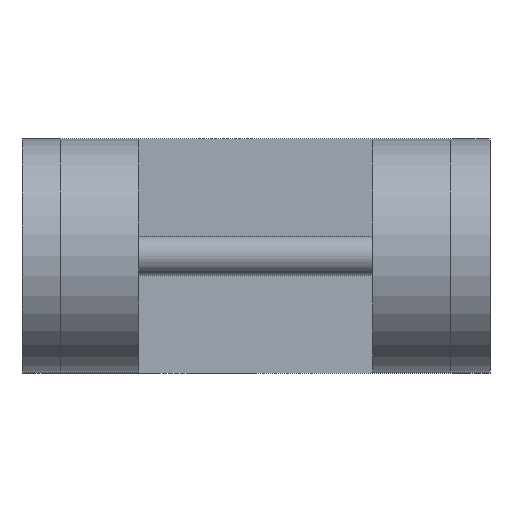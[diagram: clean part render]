
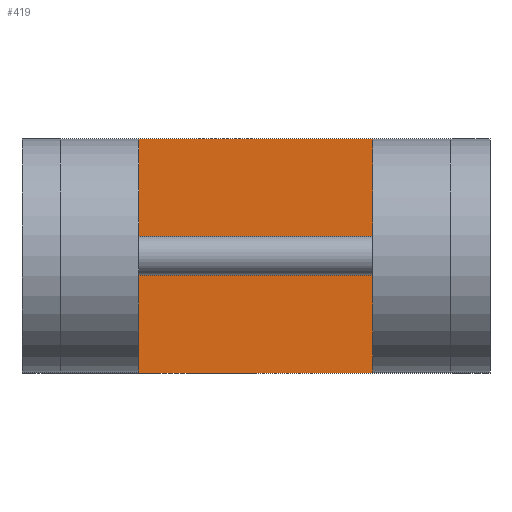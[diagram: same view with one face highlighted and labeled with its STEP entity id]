
A CAD part, left-side view. The second image highlights one B-rep face of the part: STEP entity #419.
In plain terms, the highlighted planar face has unit normal (-1, 0, 0).
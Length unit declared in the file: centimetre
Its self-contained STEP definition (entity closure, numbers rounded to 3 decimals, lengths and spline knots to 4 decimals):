
#17 = CARTESIAN_POINT ( 'NONE',  ( -25.8932, 5., 3. ) ) ;
#37 = CARTESIAN_POINT ( 'NONE',  ( -25.8932, 5., -3.0113 ) ) ;
#78 = VERTEX_POINT ( 'NONE', #17 ) ;
#153 = DIRECTION ( 'NONE',  ( 0., -1., 0. ) ) ;
#166 = ORIENTED_EDGE ( 'NONE', *, *, #460, .F. ) ;
#173 = CARTESIAN_POINT ( 'NONE',  ( -25.8932, 11.0939, 3. ) ) ;
#201 = EDGE_CURVE ( 'NONE', #1918, #796, #879, .T. ) ;
#275 = DIRECTION ( 'NONE',  ( 1., 0., 0. ) ) ;
#285 = EDGE_LOOP ( 'NONE', ( #772, #923, #1341, #166 ) ) ;
#412 = DIRECTION ( 'NONE',  ( 0., 0., 1. ) ) ;
#419 = ADVANCED_FACE ( 'NONE', ( #1950 ), #937, .F. ) ;
#460 = EDGE_CURVE ( 'NONE', #78, #796, #986, .T. ) ;
#636 = DIRECTION ( 'NONE',  ( 0., 0., -1. ) ) ;
#674 = DIRECTION ( 'NONE',  ( 0., -1., 0. ) ) ;
#768 = AXIS2_PLACEMENT_3D ( 'NONE', #1769, #275, #636 ) ;
#772 = ORIENTED_EDGE ( 'NONE', *, *, #993, .F. ) ;
#796 = VERTEX_POINT ( 'NONE', #1083 ) ;
#871 = LINE ( 'NONE', #1376, #1857 ) ;
#879 = LINE ( 'NONE', #1727, #938 ) ;
#886 = CARTESIAN_POINT ( 'NONE',  ( -25.8932, -5., -3.0113 ) ) ;
#923 = ORIENTED_EDGE ( 'NONE', *, *, #1779, .T. ) ;
#937 = PLANE ( 'NONE',  #768 ) ;
#938 = VECTOR ( 'NONE', #412, 100. ) ;
#986 = LINE ( 'NONE', #173, #1327 ) ;
#993 = EDGE_CURVE ( 'NONE', #2025, #78, #871, .T. ) ;
#1008 = LINE ( 'NONE', #1324, #1369 ) ;
#1083 = CARTESIAN_POINT ( 'NONE',  ( -25.8932, -5., 3. ) ) ;
#1324 = CARTESIAN_POINT ( 'NONE',  ( -25.8932, 11.0939, -3.0113 ) ) ;
#1327 = VECTOR ( 'NONE', #153, 100. ) ;
#1341 = ORIENTED_EDGE ( 'NONE', *, *, #201, .T. ) ;
#1369 = VECTOR ( 'NONE', #674, 100. ) ;
#1376 = CARTESIAN_POINT ( 'NONE',  ( -25.8932, 5., -3.0113 ) ) ;
#1727 = CARTESIAN_POINT ( 'NONE',  ( -25.8932, -5., -3.0113 ) ) ;
#1769 = CARTESIAN_POINT ( 'NONE',  ( -25.8932, 11.0939, -3.0113 ) ) ;
#1779 = EDGE_CURVE ( 'NONE', #2025, #1918, #1008, .T. ) ;
#1857 = VECTOR ( 'NONE', #2044, 100. ) ;
#1918 = VERTEX_POINT ( 'NONE', #886 ) ;
#1950 = FACE_OUTER_BOUND ( 'NONE', #285, .T. ) ;
#2025 = VERTEX_POINT ( 'NONE', #37 ) ;
#2044 = DIRECTION ( 'NONE',  ( 0., 0., 1. ) ) ;
